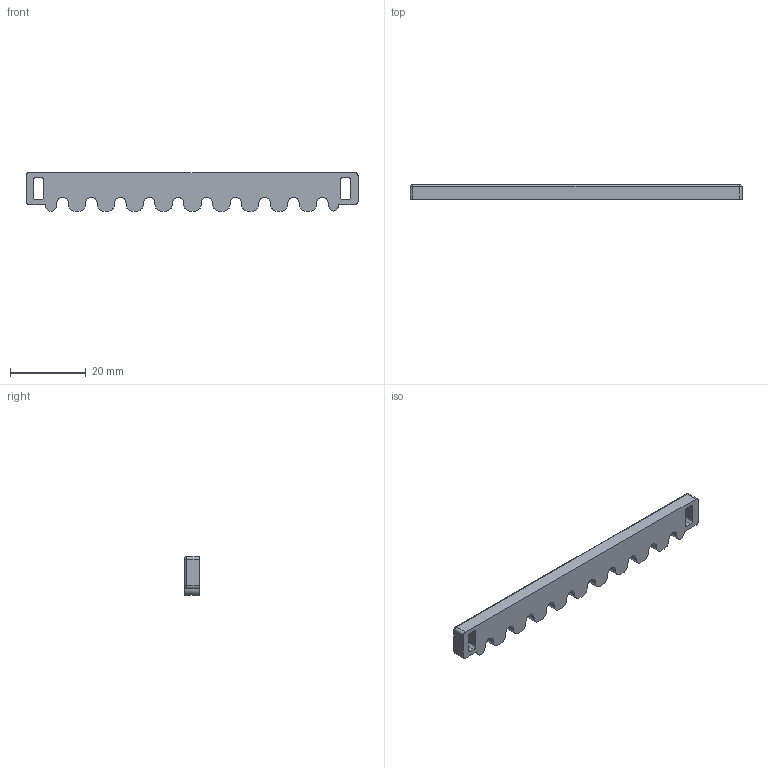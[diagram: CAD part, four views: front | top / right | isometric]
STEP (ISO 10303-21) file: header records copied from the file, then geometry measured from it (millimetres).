
FILE_DESCRIPTION (( 'STEP AP203' ), '1' );
FILE_NAME ('Tator Defender Top.STEP', '2016-12-27T21:39:04', ( 'TeamTators' ), ( 'HP' ), 'SwSTEP 2.0', 'SolidWorks 2016', '' );
FILE_SCHEMA (( 'CONFIG_CONTROL_DESIGN' ));
Length unit declared in the file: inch
Products named in the file (1): Tator Defender Top
Bounding box: 87.63 x 3.81 x 10.23 mm (x, y, z)
Volume: 2767.4 mm3; surface area: 2457 mm2
Topology: 1 solids, 1 shells, 123 faces, 339 edges, 218 vertices
Faces by surface type: cylinder 67, plane 44, torus 12
Entity records: 4038 total; most frequent: DIRECTION 729, CARTESIAN_POINT 691, ORIENTED_EDGE 678, EDGE_CURVE 339, AXIS2_PLACEMENT_3D 268, VERTEX_POINT 218, VECTOR 193, LINE 193
